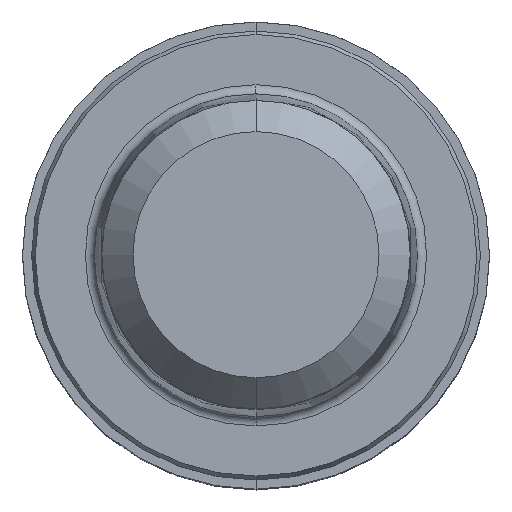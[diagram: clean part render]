
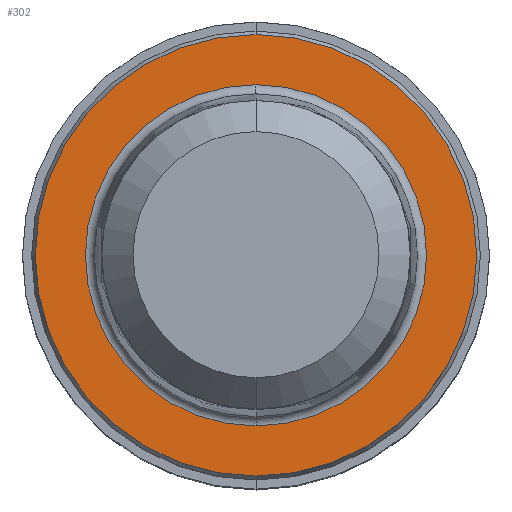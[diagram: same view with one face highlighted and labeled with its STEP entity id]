
A CAD part, top view. The second image highlights one B-rep face of the part: STEP entity #302.
In plain terms, the highlighted planar face has unit normal (0, 0, 1).
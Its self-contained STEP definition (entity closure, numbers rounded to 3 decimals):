
#200=EDGE_CURVE('',#306,#206,#505,.T.);
#202=EDGE_CURVE('',#228,#426,#507,.T.);
#206=VERTEX_POINT('',#511);
#228=VERTEX_POINT('',#534);
#272=EDGE_CURVE('',#426,#228,#583,.T.);
#302=ADVANCED_FACE('',(#617,#618),#619,.T.);
#306=VERTEX_POINT('',#623);
#362=EDGE_CURVE('',#206,#306,#684,.T.);
#426=VERTEX_POINT('',#766);
#505=CIRCLE('',#853,9.275);
#507=CIRCLE('',#856,12.0);
#511=CARTESIAN_POINT('',(0.,-9.275,0.01));
#534=CARTESIAN_POINT('',(0.,-12.0,0.01));
#583=CIRCLE('',#957,12.0);
#617=FACE_OUTER_BOUND('',#1001,.T.);
#618=FACE_BOUND('',#1002,.T.);
#619=PLANE('',#1003);
#623=CARTESIAN_POINT('',(0.0,9.275,0.01));
#684=CIRCLE('',#1081,9.275);
#766=CARTESIAN_POINT('',(0.0,12.0,0.01));
#853=AXIS2_PLACEMENT_3D('',#1245,#1246,#1247);
#856=AXIS2_PLACEMENT_3D('',#1248,#1249,#1250);
#957=AXIS2_PLACEMENT_3D('',#1345,#1346,#1347);
#1001=EDGE_LOOP('',(#1391,#1392));
#1002=EDGE_LOOP('',(#1393,#1394));
#1003=AXIS2_PLACEMENT_3D('',#1395,#1396,#1397);
#1081=AXIS2_PLACEMENT_3D('',#1456,#1457,#1458);
#1245=CARTESIAN_POINT('',(0.0,0.0,0.01));
#1246=DIRECTION('',(0.0,0.0,-1.0));
#1247=DIRECTION('',(0.0,1.0,0.0));
#1248=CARTESIAN_POINT('',(0.0,0.0,0.01));
#1249=DIRECTION('',(0.0,0.0,-1.0));
#1250=DIRECTION('',(0.0,1.0,0.0));
#1345=CARTESIAN_POINT('',(0.0,0.0,0.01));
#1346=DIRECTION('',(0.0,0.0,-1.0));
#1347=DIRECTION('',(0.0,1.0,0.0));
#1391=ORIENTED_EDGE('',*,*,#272,.F.);
#1392=ORIENTED_EDGE('',*,*,#202,.F.);
#1393=ORIENTED_EDGE('',*,*,#200,.T.);
#1394=ORIENTED_EDGE('',*,*,#362,.T.);
#1395=CARTESIAN_POINT('',(0.0,6.0,0.01));
#1396=DIRECTION('',(-0.0,0.0,1.0));
#1397=DIRECTION('',(0.0,-1.0,0.0));
#1456=CARTESIAN_POINT('',(0.0,0.0,0.01));
#1457=DIRECTION('',(0.0,0.0,-1.0));
#1458=DIRECTION('',(0.0,1.0,0.0));
